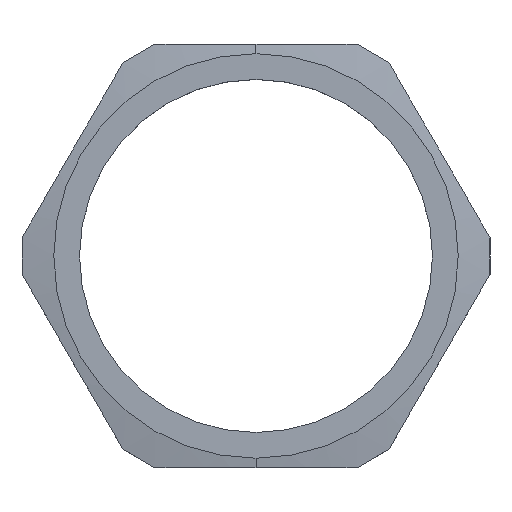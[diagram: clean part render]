
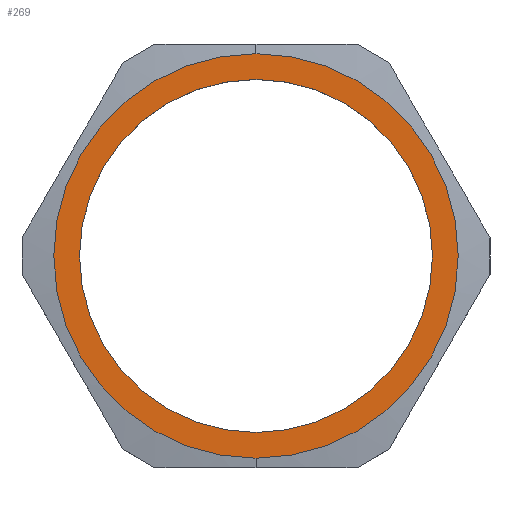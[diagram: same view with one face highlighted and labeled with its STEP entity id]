
A CAD part, top view. The second image highlights one B-rep face of the part: STEP entity #269.
In plain terms, the highlighted planar face has unit normal (0, 0, 1).
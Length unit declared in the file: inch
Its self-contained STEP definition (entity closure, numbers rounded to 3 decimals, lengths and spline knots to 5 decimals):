
#49 = CARTESIAN_POINT ( 'NONE',  ( 0., 0., 0.15748 ) ) ;
#71 = ORIENTED_EDGE ( 'NONE', *, *, #548, .T. ) ;
#97 = VERTEX_POINT ( 'NONE', #532 ) ;
#106 = ORIENTED_EDGE ( 'NONE', *, *, #570, .T. ) ;
#112 = DIRECTION ( 'NONE',  ( 1., 0., 0. ) ) ;
#120 = EDGE_CURVE ( 'NONE', #790, #311, #217, .T. ) ;
#207 = CIRCLE ( 'NONE', #717, 1.1276 ) ;
#216 = AXIS2_PLACEMENT_3D ( 'NONE', #625, #494, #622 ) ;
#217 = CIRCLE ( 'NONE', #538, 0.98425 ) ;
#231 = DIRECTION ( 'NONE',  ( 0., 1., 0. ) ) ;
#243 = CARTESIAN_POINT ( 'NONE',  ( 0., -1.1276, 0.15748 ) ) ;
#248 = DIRECTION ( 'NONE',  ( 0., 0., 1. ) ) ;
#269 = ADVANCED_FACE ( 'NONE', ( #739, #431 ), #678, .T. ) ;
#293 = DIRECTION ( 'NONE',  ( 0., 0., -1. ) ) ;
#302 = DIRECTION ( 'NONE',  ( 0., 0., -1. ) ) ;
#310 = CARTESIAN_POINT ( 'NONE',  ( 0., 0., 0.15748 ) ) ;
#311 = VERTEX_POINT ( 'NONE', #571 ) ;
#402 = EDGE_LOOP ( 'NONE', ( #439, #71 ) ) ;
#416 = CARTESIAN_POINT ( 'NONE',  ( 0., 0., 0.15748 ) ) ;
#431 = FACE_OUTER_BOUND ( 'NONE', #402, .T. ) ;
#439 = ORIENTED_EDGE ( 'NONE', *, *, #619, .T. ) ;
#446 = CARTESIAN_POINT ( 'NONE',  ( 0.98425, 0., 0.15748 ) ) ;
#475 = DIRECTION ( 'NONE',  ( 1., 0., 0. ) ) ;
#487 = EDGE_LOOP ( 'NONE', ( #580, #106 ) ) ;
#494 = DIRECTION ( 'NONE',  ( 0., 0., 1. ) ) ;
#532 = CARTESIAN_POINT ( 'NONE',  ( 0., 1.1276, 0.15748 ) ) ;
#535 = DIRECTION ( 'NONE',  ( 0., 0., 1. ) ) ;
#536 = CIRCLE ( 'NONE', #216, 1.1276 ) ;
#538 = AXIS2_PLACEMENT_3D ( 'NONE', #775, #293, #475 ) ;
#548 = EDGE_CURVE ( 'NONE', #609, #97, #207, .T. ) ;
#570 = EDGE_CURVE ( 'NONE', #311, #790, #577, .T. ) ;
#571 = CARTESIAN_POINT ( 'NONE',  ( -0.98425, 0., 0.15748 ) ) ;
#577 = CIRCLE ( 'NONE', #786, 0.98425 ) ;
#580 = ORIENTED_EDGE ( 'NONE', *, *, #120, .T. ) ;
#609 = VERTEX_POINT ( 'NONE', #243 ) ;
#619 = EDGE_CURVE ( 'NONE', #97, #609, #536, .T. ) ;
#622 = DIRECTION ( 'NONE',  ( 0., 1., 0. ) ) ;
#625 = CARTESIAN_POINT ( 'NONE',  ( 0., 0., 0.15748 ) ) ;
#626 = DIRECTION ( 'NONE',  ( 1., 0., 0. ) ) ;
#670 = AXIS2_PLACEMENT_3D ( 'NONE', #310, #248, #626 ) ;
#678 = PLANE ( 'NONE',  #670 ) ;
#717 = AXIS2_PLACEMENT_3D ( 'NONE', #49, #535, #231 ) ;
#739 = FACE_BOUND ( 'NONE', #487, .T. ) ;
#775 = CARTESIAN_POINT ( 'NONE',  ( 0., 0., 0.15748 ) ) ;
#786 = AXIS2_PLACEMENT_3D ( 'NONE', #416, #302, #112 ) ;
#790 = VERTEX_POINT ( 'NONE', #446 ) ;
